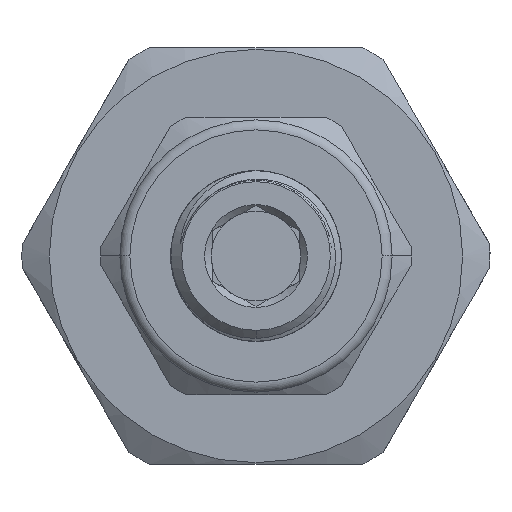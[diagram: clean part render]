
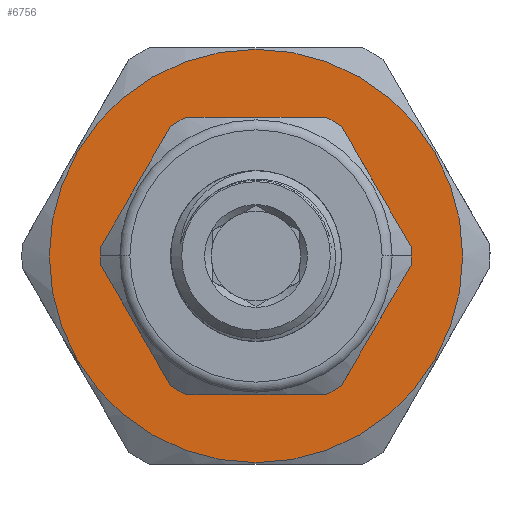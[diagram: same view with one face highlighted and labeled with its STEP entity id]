
A CAD part, left-side view. The second image highlights one B-rep face of the part: STEP entity #6756.
In plain terms, the highlighted planar face has unit normal (-1, 0, 0).
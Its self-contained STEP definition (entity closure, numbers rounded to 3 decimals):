
#289 = CARTESIAN_POINT ( 'NONE',  ( -30.609, 0.623, 0. ) ) ;
#410 = AXIS2_PLACEMENT_3D ( 'NONE', #11178, #5581, #7839 ) ;
#495 = VERTEX_POINT ( 'NONE', #289 ) ;
#527 = CARTESIAN_POINT ( 'NONE',  ( -30.609, 6.848, 0. ) ) ;
#923 = AXIS2_PLACEMENT_3D ( 'NONE', #527, #14021, #8426 ) ;
#956 = ORIENTED_EDGE ( 'NONE', *, *, #6745, .F. ) ;
#1629 = DIRECTION ( 'NONE',  ( 0., 0., -1. ) ) ;
#1699 = CIRCLE ( 'NONE', #12505, 9.45 ) ;
#2368 = DIRECTION ( 'NONE',  ( 1., 0., 0. ) ) ;
#3269 = AXIS2_PLACEMENT_3D ( 'NONE', #10089, #8027, #11218 ) ;
#3376 = EDGE_CURVE ( 'NONE', #11036, #10207, #10663, .T. ) ;
#3853 = EDGE_CURVE ( 'NONE', #10207, #11036, #1699, .T. ) ;
#4081 = PLANE ( 'NONE',  #923 ) ;
#5190 = FACE_OUTER_BOUND ( 'NONE', #12624, .T. ) ;
#5386 = EDGE_CURVE ( 'NONE', #6779, #495, #8019, .T. ) ;
#5581 = DIRECTION ( 'NONE',  ( 1., 0., 0. ) ) ;
#5741 = AXIS2_PLACEMENT_3D ( 'NONE', #10784, #8377, #1629 ) ;
#6745 = EDGE_CURVE ( 'NONE', #495, #6779, #7995, .T. ) ;
#6756 = ADVANCED_FACE ( 'NONE', ( #7812, #5190 ), #4081, .F. ) ;
#6779 = VERTEX_POINT ( 'NONE', #9499 ) ;
#7812 = FACE_BOUND ( 'NONE', #10690, .T. ) ;
#7839 = DIRECTION ( 'NONE',  ( 0., 0., -1. ) ) ;
#7995 = CIRCLE ( 'NONE', #5741, 6.225 ) ;
#8019 = CIRCLE ( 'NONE', #3269, 6.225 ) ;
#8027 = DIRECTION ( 'NONE',  ( -1., 0., 0. ) ) ;
#8377 = DIRECTION ( 'NONE',  ( -1., 0., 0. ) ) ;
#8411 = ORIENTED_EDGE ( 'NONE', *, *, #5386, .F. ) ;
#8426 = DIRECTION ( 'NONE',  ( 0., 0., -1. ) ) ;
#9236 = CARTESIAN_POINT ( 'NONE',  ( -30.609, 6.848, 9.45 ) ) ;
#9499 = CARTESIAN_POINT ( 'NONE',  ( -30.609, 13.073, 0. ) ) ;
#10089 = CARTESIAN_POINT ( 'NONE',  ( -30.609, 6.848, 0. ) ) ;
#10207 = VERTEX_POINT ( 'NONE', #9236 ) ;
#10284 = DIRECTION ( 'NONE',  ( 0., 0., -1. ) ) ;
#10663 = CIRCLE ( 'NONE', #410, 9.45 ) ;
#10690 = EDGE_LOOP ( 'NONE', ( #8411, #956 ) ) ;
#10784 = CARTESIAN_POINT ( 'NONE',  ( -30.609, 6.848, 0. ) ) ;
#10892 = ORIENTED_EDGE ( 'NONE', *, *, #3853, .F. ) ;
#11036 = VERTEX_POINT ( 'NONE', #14433 ) ;
#11178 = CARTESIAN_POINT ( 'NONE',  ( -30.609, 6.848, 0. ) ) ;
#11218 = DIRECTION ( 'NONE',  ( 0., 0., -1. ) ) ;
#12254 = ORIENTED_EDGE ( 'NONE', *, *, #3376, .F. ) ;
#12505 = AXIS2_PLACEMENT_3D ( 'NONE', #13428, #2368, #10284 ) ;
#12624 = EDGE_LOOP ( 'NONE', ( #12254, #10892 ) ) ;
#13428 = CARTESIAN_POINT ( 'NONE',  ( -30.609, 6.848, 0. ) ) ;
#14021 = DIRECTION ( 'NONE',  ( 1., 0., 0. ) ) ;
#14433 = CARTESIAN_POINT ( 'NONE',  ( -30.609, 6.848, -9.45 ) ) ;
